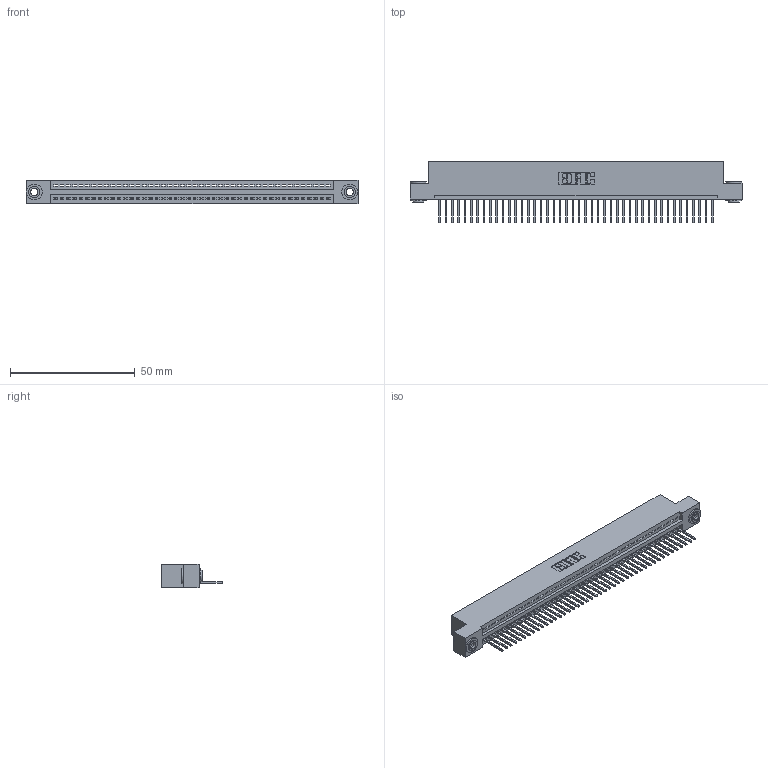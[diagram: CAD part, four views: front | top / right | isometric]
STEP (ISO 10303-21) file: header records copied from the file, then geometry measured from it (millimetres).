
FILE_DESCRIPTION (( 'STEP AP203' ), '1' );
FILE_NAME ('395-044-523-103.STEP', '2019-10-22T15:43:56', ( '' ), ( '' ), 'SwSTEP 2.0', 'SolidWorks 2016', '' );
FILE_SCHEMA (( 'CONFIG_CONTROL_DESIGN' ));
Length unit declared in the file: inch
Products named in the file (4): 345-292-001_345-293-123; 395-044-523-103; 345-250-002_345-250-002-102; 345 Part_Flush Mounting Lugs - 0.156 Dia-TH
Assembly tree (47 placements, depth 2):
  395-044-523-103
    345 Part_Flush Mounting Lugs - 0.156 Dia-TH
    345-292-001_345-293-123  x44
    345-250-002_345-250-002-102  x2
Bounding box: 132.97 x 24.82 x 9.4 mm (x, y, z)
Volume: 12648.3 mm3; surface area: 17098 mm2
Topology: 47 solids, 47 shells, 2716 faces, 8161 edges, 5378 vertices
Faces by surface type: plane 1850, cylinder 858, cone 8
Entity records: 33514 total; most frequent: CARTESIAN_POINT 5783, ORIENTED_EDGE 5754, DIRECTION 5079, EDGE_CURVE 2877, VECTOR 2545, LINE 2545, VERTEX_POINT 1914, AXIS2_PLACEMENT_3D 1267
